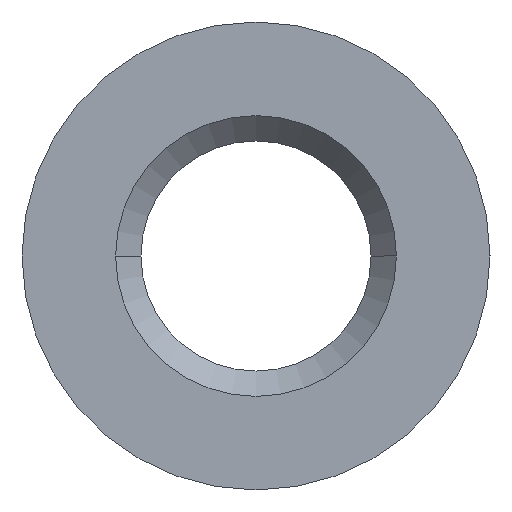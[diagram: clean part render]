
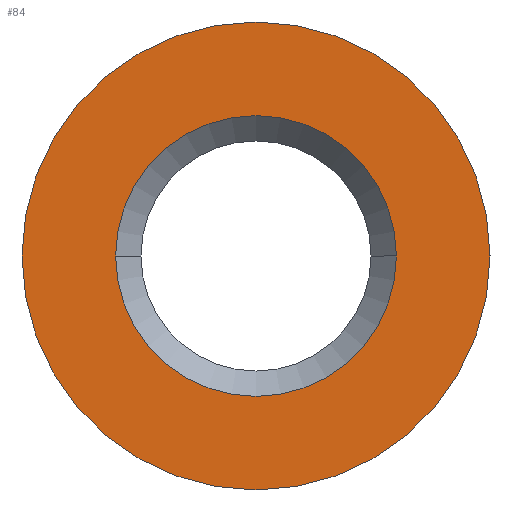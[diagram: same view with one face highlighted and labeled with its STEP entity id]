
A CAD part, left-side view. The second image highlights one B-rep face of the part: STEP entity #84.
In plain terms, the highlighted planar face has unit normal (-1, 0, 0).
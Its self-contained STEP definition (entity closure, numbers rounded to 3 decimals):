
#84=ADVANCED_FACE('',(#105,#106),#107,.T.);
#105=FACE_BOUND('',#127,.T.);
#106=FACE_OUTER_BOUND('',#128,.T.);
#107=PLANE('',#129);
#127=EDGE_LOOP('',(#193,#194));
#128=EDGE_LOOP('',(#195,#196));
#129=AXIS2_PLACEMENT_3D('',#197,#198,#199);
#193=ORIENTED_EDGE('',*,*,#214,.F.);
#194=ORIENTED_EDGE('',*,*,#213,.F.);
#195=ORIENTED_EDGE('',*,*,#203,.T.);
#196=ORIENTED_EDGE('',*,*,#219,.T.);
#197=CARTESIAN_POINT('',(-10.0,4.0,0.));
#198=DIRECTION('',(-1.0,0.0,0.0));
#199=DIRECTION('',(0.0,1.0,0.));
#203=EDGE_CURVE('',#221,#225,#227,.T.);
#213=EDGE_CURVE('',#243,#241,#245,.T.);
#214=EDGE_CURVE('',#241,#243,#246,.T.);
#219=EDGE_CURVE('',#225,#221,#251,.T.);
#221=VERTEX_POINT('',#253);
#225=VERTEX_POINT('',#258);
#227=CIRCLE('',#261,5.0);
#241=VERTEX_POINT('',#279);
#243=VERTEX_POINT('',#282);
#245=CIRCLE('',#285,3.0);
#246=CIRCLE('',#286,3.0);
#251=CIRCLE('',#291,5.0);
#253=CARTESIAN_POINT('',(-10.0,5.0,0.));
#258=CARTESIAN_POINT('',(-10.0,-5.0,0.));
#261=AXIS2_PLACEMENT_3D('',#297,#298,#299);
#279=CARTESIAN_POINT('',(-10.0,3.0,0.));
#282=CARTESIAN_POINT('',(-10.0,-3.0,0.));
#285=AXIS2_PLACEMENT_3D('',#315,#316,#317);
#286=AXIS2_PLACEMENT_3D('',#318,#319,#320);
#291=AXIS2_PLACEMENT_3D('',#333,#334,#335);
#297=CARTESIAN_POINT('',(-10.0,0.0,0.0));
#298=DIRECTION('',(-1.0,0.0,0.0));
#299=DIRECTION('',(0.0,1.0,0.));
#315=CARTESIAN_POINT('',(-10.0,0.0,0.0));
#316=DIRECTION('',(-1.0,0.0,0.0));
#317=DIRECTION('',(0.0,1.0,0.));
#318=CARTESIAN_POINT('',(-10.0,0.0,0.0));
#319=DIRECTION('',(-1.0,0.0,0.0));
#320=DIRECTION('',(0.0,1.0,0.));
#333=CARTESIAN_POINT('',(-10.0,0.0,0.0));
#334=DIRECTION('',(-1.0,0.0,0.0));
#335=DIRECTION('',(0.0,1.0,0.));
